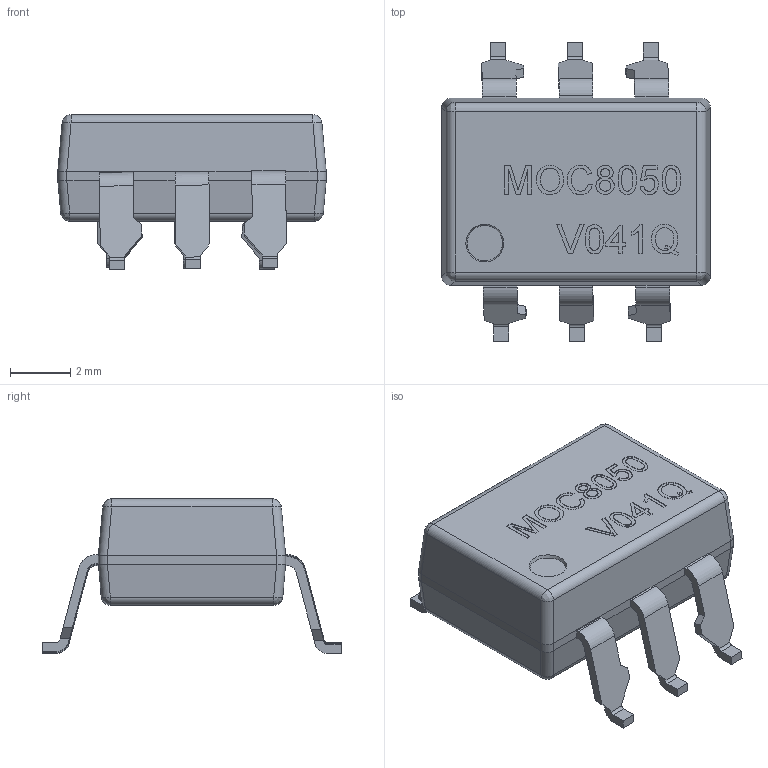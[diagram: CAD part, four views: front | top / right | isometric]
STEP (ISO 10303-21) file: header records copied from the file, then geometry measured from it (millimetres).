
FILE_DESCRIPTION(('FreeCAD Model'),'2;1');
FILE_NAME('User Library-MOC8050SR2M_dipso6leadbumpr_1_sp.step','2018-03-16T14:07:41',( 'kicad StepUp'),('ksu MCAD'),'Open CASCADE STEP processor 6.8', 'FreeCAD','Unknown');
FILE_SCHEMA(('AUTOMOTIVE_DESIGN_CC2 { 1 2 10303 214 -1 1 5 4 }'));
Length unit declared in the file: millimetre
Products named in the file (1): User_Library-MOC8050SR2M_dipso6leadbumpr_1_sp
Bounding box: 8.89 x 9.9 x 5.12 mm (x, y, z)
Volume: 193.2 mm3; surface area: 260.1 mm2
Topology: 1 solids, 1 shells, 318 faces, 861 edges, 566 vertices
Faces by surface type: plane 173, bspline 99, cylinder 44, cone 2
Entity records: 20737 total; most frequent: CARTESIAN_POINT 11139, ORIENTED_EDGE 1722, DIRECTION 1171, EDGE_CURVE 861, LINE 579, VECTOR 579, VERTEX_POINT 566, FACE_BOUND 339
